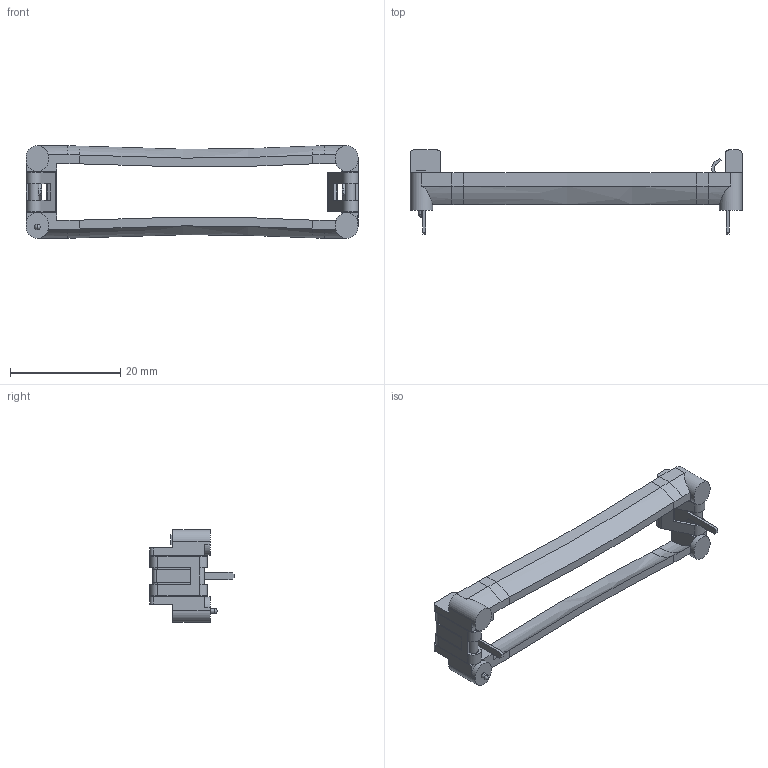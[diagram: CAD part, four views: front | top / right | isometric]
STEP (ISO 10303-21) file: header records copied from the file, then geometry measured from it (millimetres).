
FILE_DESCRIPTION (( 'STEP AP214' ), '1' );
FILE_NAME ('BA1AAPC.STEP', '2024-02-23T02:41:53', ( '' ), ( '' ), 'SwSTEP 2.0', 'SolidWorks 2021', '' );
FILE_SCHEMA (( 'AUTOMOTIVE_DESIGN' ));
Length unit declared in the file: millimetre
Products named in the file (1): BA1AAPC
Bounding box: 60.2 x 15.24 x 16.76 mm (x, y, z)
Volume: 1766 mm3; surface area: 3397.7 mm2
Topology: 3 solids, 3 shells, 219 faces, 606 edges, 383 vertices
Faces by surface type: plane 131, cylinder 68, bspline 18, sphere 2
Entity records: 7224 total; most frequent: CARTESIAN_POINT 1630, ORIENTED_EDGE 1204, DIRECTION 1113, EDGE_CURVE 602, LINE 413, VECTOR 413, VERTEX_POINT 381, AXIS2_PLACEMENT_3D 350
